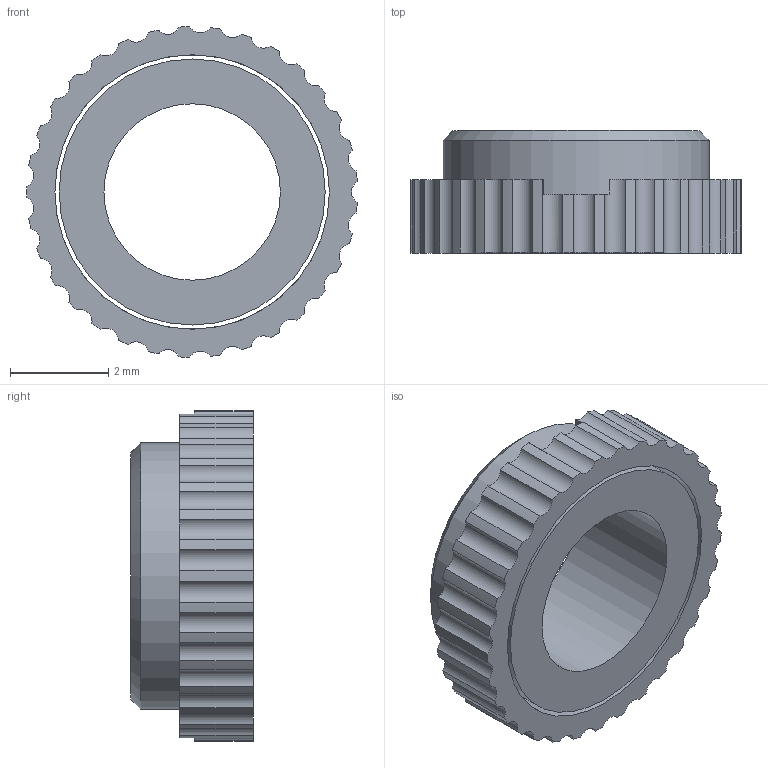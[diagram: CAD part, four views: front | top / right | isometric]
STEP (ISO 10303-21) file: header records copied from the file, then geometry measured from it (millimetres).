
FILE_DESCRIPTION(/* description */ (''),/* implementation_level */ '2;1');
FILE_NAME(/* name */ 'Eurorack Jack Top.step',/* time_stamp */ '2021-09-08T21:26:12+01:00',/* author */ (''),/* organization */ (''),/* preprocessor_version */ 'ST-DEVELOPER v18.1',/* originating_system */ 'Autodesk Translation Framework v10.6.0.1341',/* authorisation */ '');
FILE_SCHEMA (('AUTOMOTIVE_DESIGN { 1 0 10303 214 3 1 1 }'));
Length unit declared in the file: millimetre
Products named in the file (1): Eurorack Jack Top
Bounding box: 6.74 x 2.5 x 6.75 mm (x, y, z)
Volume: 46.5 mm3; surface area: 175.8 mm2
Topology: 2 solids, 2 shells, 81 faces, 233 edges, 155 vertices
Faces by surface type: cylinder 69, plane 11, cone 1
Full cylindrical faces by diameter (mm): 3.6 x1, 5.427 x1, 5.6 x1
Entity records: 2793 total; most frequent: DIRECTION 544, CARTESIAN_POINT 470, ORIENTED_EDGE 466, EDGE_CURVE 233, AXIS2_PLACEMENT_3D 229, VERTEX_POINT 155, CIRCLE 147, LINE 86
